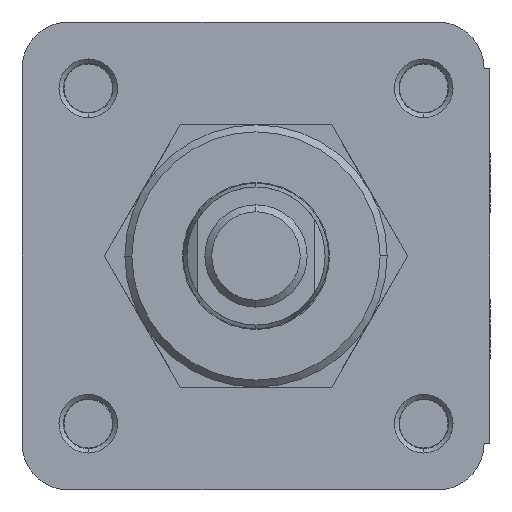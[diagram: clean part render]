
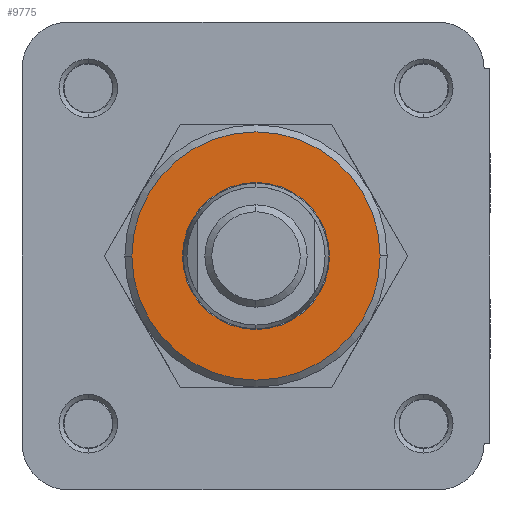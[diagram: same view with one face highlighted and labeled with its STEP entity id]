
A CAD part, left-side view. The second image highlights one B-rep face of the part: STEP entity #9775.
In plain terms, the highlighted planar face has unit normal (-1, 0, 0).
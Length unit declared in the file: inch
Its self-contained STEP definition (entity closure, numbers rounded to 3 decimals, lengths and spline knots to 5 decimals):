
#275 = VERTEX_POINT ( 'NONE', #4703 ) ;
#1271 = DIRECTION ( 'NONE',  ( 1., 0., 0. ) ) ;
#1276 = EDGE_CURVE ( 'NONE', #9110, #12073, #11978, .T. ) ;
#1557 = DIRECTION ( 'NONE',  ( 1., 0., 0. ) ) ;
#2335 = DIRECTION ( 'NONE',  ( 1., 0., 0. ) ) ;
#2405 = FACE_BOUND ( 'NONE', #11355, .T. ) ;
#2869 = CARTESIAN_POINT ( 'NONE',  ( -0.615, 0., 0. ) ) ;
#3196 = AXIS2_PLACEMENT_3D ( 'NONE', #9228, #2335, #10433 ) ;
#3198 = ORIENTED_EDGE ( 'NONE', *, *, #11800, .F. ) ;
#4017 = DIRECTION ( 'NONE',  ( 0., 0., -1. ) ) ;
#4414 = VERTEX_POINT ( 'NONE', #12711 ) ;
#4631 = CIRCLE ( 'NONE', #14835, 0.5305 ) ;
#4703 = CARTESIAN_POINT ( 'NONE',  ( -0.615, 0., 0.314 ) ) ;
#4824 = AXIS2_PLACEMENT_3D ( 'NONE', #8492, #1557, #9636 ) ;
#5215 = ORIENTED_EDGE ( 'NONE', *, *, #7952, .T. ) ;
#6484 = CARTESIAN_POINT ( 'NONE',  ( -0.615, 0., 0. ) ) ;
#6949 = CIRCLE ( 'NONE', #10056, 0.314 ) ;
#7656 = DIRECTION ( 'NONE',  ( 0., 0., -1. ) ) ;
#7952 = EDGE_CURVE ( 'NONE', #275, #4414, #6949, .T. ) ;
#8178 = CARTESIAN_POINT ( 'NONE',  ( -0.615, 0., 0. ) ) ;
#8492 = CARTESIAN_POINT ( 'NONE',  ( -0.615, 0., 0. ) ) ;
#8563 = FACE_OUTER_BOUND ( 'NONE', #11319, .T. ) ;
#8957 = CARTESIAN_POINT ( 'NONE',  ( -0.615, 0.5305, 0. ) ) ;
#9110 = VERTEX_POINT ( 'NONE', #9802 ) ;
#9228 = CARTESIAN_POINT ( 'NONE',  ( -0.615, 0., 0. ) ) ;
#9337 = DIRECTION ( 'NONE',  ( 0., 1., 0. ) ) ;
#9387 = AXIS2_PLACEMENT_3D ( 'NONE', #2869, #10961, #4017 ) ;
#9636 = DIRECTION ( 'NONE',  ( 0., 0., -1. ) ) ;
#9775 = ADVANCED_FACE ( 'NONE', ( #2405, #8563 ), #14229, .F. ) ;
#9802 = CARTESIAN_POINT ( 'NONE',  ( -0.615, -0.5305, 0. ) ) ;
#10056 = AXIS2_PLACEMENT_3D ( 'NONE', #6484, #14641, #7656 ) ;
#10123 = EDGE_CURVE ( 'NONE', #4414, #275, #14718, .T. ) ;
#10433 = DIRECTION ( 'NONE',  ( 0., 1., 0. ) ) ;
#10961 = DIRECTION ( 'NONE',  ( 1., 0., 0. ) ) ;
#11319 = EDGE_LOOP ( 'NONE', ( #3198, #13276 ) ) ;
#11355 = EDGE_LOOP ( 'NONE', ( #12438, #5215 ) ) ;
#11800 = EDGE_CURVE ( 'NONE', #12073, #9110, #4631, .T. ) ;
#11978 = CIRCLE ( 'NONE', #3196, 0.5305 ) ;
#12073 = VERTEX_POINT ( 'NONE', #8957 ) ;
#12438 = ORIENTED_EDGE ( 'NONE', *, *, #10123, .T. ) ;
#12711 = CARTESIAN_POINT ( 'NONE',  ( -0.615, 0., -0.314 ) ) ;
#13276 = ORIENTED_EDGE ( 'NONE', *, *, #1276, .F. ) ;
#14229 = PLANE ( 'NONE',  #4824 ) ;
#14641 = DIRECTION ( 'NONE',  ( 1., 0., 0. ) ) ;
#14718 = CIRCLE ( 'NONE', #9387, 0.314 ) ;
#14835 = AXIS2_PLACEMENT_3D ( 'NONE', #8178, #1271, #9337 ) ;
